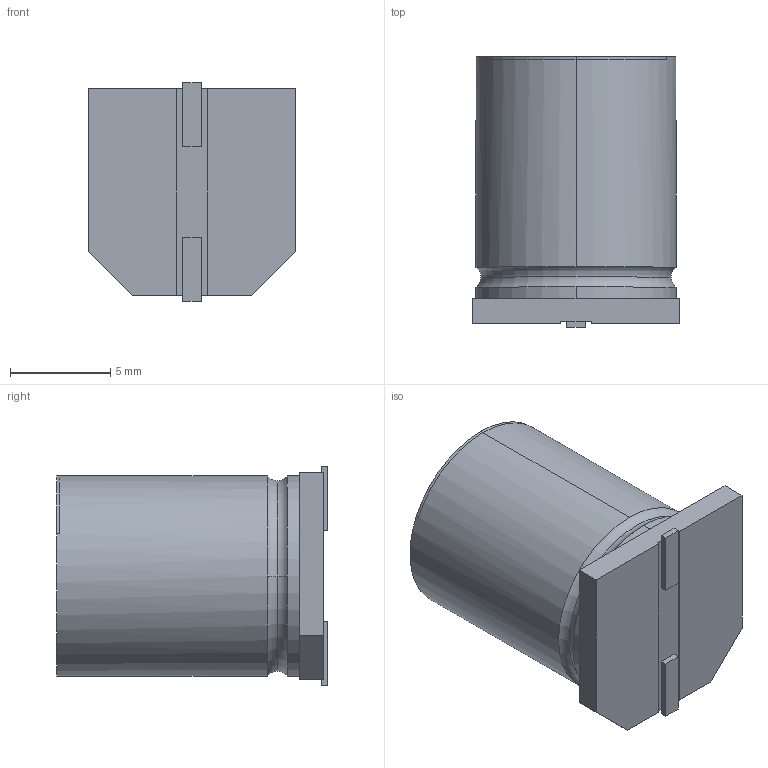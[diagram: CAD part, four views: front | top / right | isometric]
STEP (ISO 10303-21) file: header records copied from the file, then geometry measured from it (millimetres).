
FILE_DESCRIPTION (( 'STEP AP214' ), '1' );
FILE_NAME ('User Library-CL_series_size10x13,5.STEP', '2017-06-12T13:37:00', ( 'Windows User' ), ( '' ), 'SwSTEP 2.0', 'SolidWorks 2017', '' );
FILE_SCHEMA (( 'AUTOMOTIVE_DESIGN' ));
Length unit declared in the file: millimetre
Products named in the file (1): User Library-CL_series_size10x13,5
Bounding box: 10.3 x 13.5 x 10.9 mm (x, y, z)
Volume: 1066.6 mm3; surface area: 873.7 mm2
Topology: 5 solids, 5 shells, 44 faces, 97 edges, 64 vertices
Faces by surface type: plane 32, cylinder 8, torus 4
Entity records: 1767 total; most frequent: DIRECTION 215, CARTESIAN_POINT 206, ORIENTED_EDGE 194, EDGE_CURVE 97, AXIS2_PLACEMENT_3D 73, LINE 69, VECTOR 69, VERTEX_POINT 64
